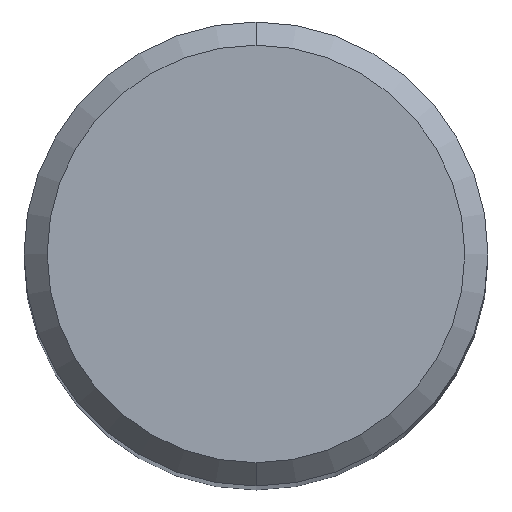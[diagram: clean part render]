
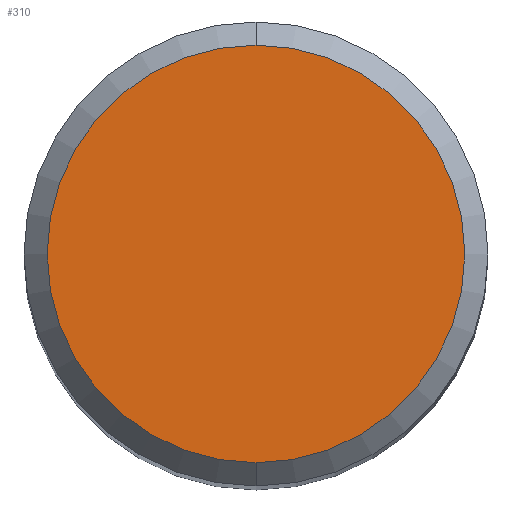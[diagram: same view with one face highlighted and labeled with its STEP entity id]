
A CAD part, top view. The second image highlights one B-rep face of the part: STEP entity #310.
In plain terms, the highlighted planar face has unit normal (0, 0, 1).
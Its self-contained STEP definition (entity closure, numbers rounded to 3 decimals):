
#192=EDGE_CURVE('',#204,#278,#412,.T.);
#204=VERTEX_POINT('',#425);
#278=VERTEX_POINT('',#508);
#290=EDGE_CURVE('',#278,#204,#522,.T.);
#310=ADVANCED_FACE('',(#542),#543,.T.);
#412=CIRCLE('',#663,9.0);
#425=CARTESIAN_POINT('',(0.0,9.0,0.0));
#508=CARTESIAN_POINT('',(0.,-9.0,0.0));
#522=CIRCLE('',#803,9.0);
#542=FACE_OUTER_BOUND('',#832,.T.);
#543=PLANE('',#833);
#663=AXIS2_PLACEMENT_3D('',#966,#967,#968);
#803=AXIS2_PLACEMENT_3D('',#1102,#1103,#1104);
#832=EDGE_LOOP('',(#1113,#1114));
#833=AXIS2_PLACEMENT_3D('',#1115,#1116,#1117);
#966=CARTESIAN_POINT('',(0.0,0.0,0.0));
#967=DIRECTION('',(0.0,0.0,-1.0));
#968=DIRECTION('',(0.0,1.0,0.0));
#1102=CARTESIAN_POINT('',(0.0,0.0,0.0));
#1103=DIRECTION('',(0.0,0.0,-1.0));
#1104=DIRECTION('',(0.0,1.0,0.0));
#1113=ORIENTED_EDGE('',*,*,#192,.F.);
#1114=ORIENTED_EDGE('',*,*,#290,.F.);
#1115=CARTESIAN_POINT('',(0.0,4.5,0.0));
#1116=DIRECTION('',(-0.0,0.0,1.0));
#1117=DIRECTION('',(0.0,-1.0,0.0));
